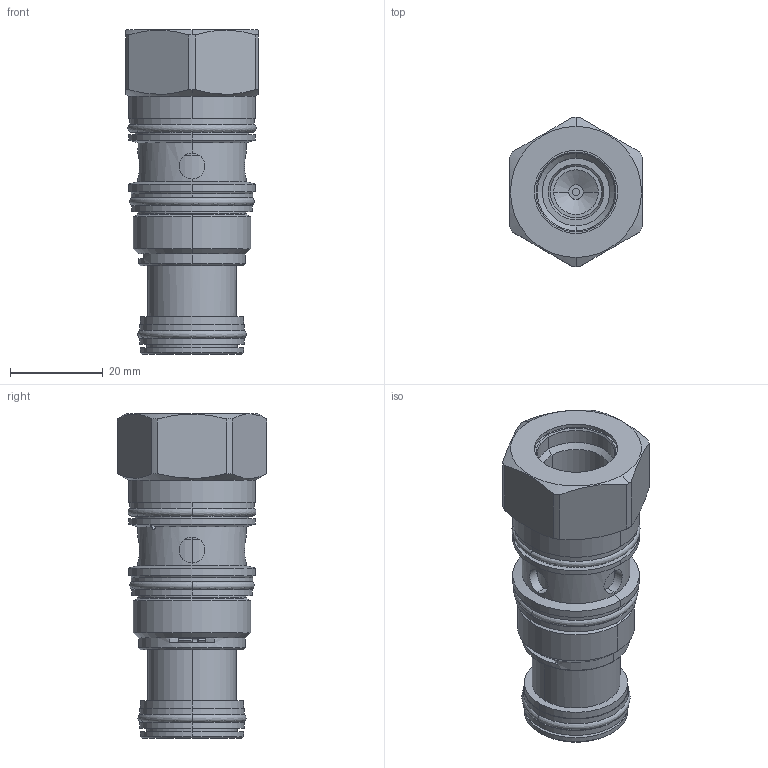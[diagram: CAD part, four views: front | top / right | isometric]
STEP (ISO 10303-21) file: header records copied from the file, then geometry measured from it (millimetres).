
FILE_DESCRIPTION((''),'2;1');
FILE_NAME('DVCB-8FN_PRT','2008-12-07T',('Administrator'),(''),'PRO/ENGINEER BY PARAMETRIC TECHNOLOGY CORPORATION, 2006240','PRO/ENGINEER BY PARAMETRIC TECHNOLOGY CORPORATION, 2006240','');
FILE_SCHEMA(('CONFIG_CONTROL_DESIGN'));
Length unit declared in the file: inch
Products named in the file (1): DVCB-8FN_PRT
Bounding box: 28.57 x 32.21 x 69.88 mm (x, y, z)
Volume: 29447.7 mm3; surface area: 14462.8 mm2
Topology: 4 solids, 4 shells, 214 faces, 497 edges, 302 vertices
Faces by surface type: cylinder 96, cone 42, plane 41, torus 25, revolution 10
Entity records: 7769 total; most frequent: CARTESIAN_POINT 2754, DIRECTION 1112, ORIENTED_EDGE 990, EDGE_CURVE 495, AXIS2_PLACEMENT_3D 477, VERTEX_POINT 302, CIRCLE 273, EDGE_LOOP 247
